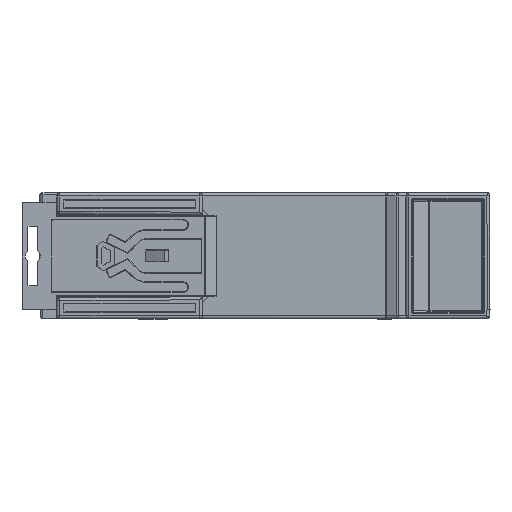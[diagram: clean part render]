
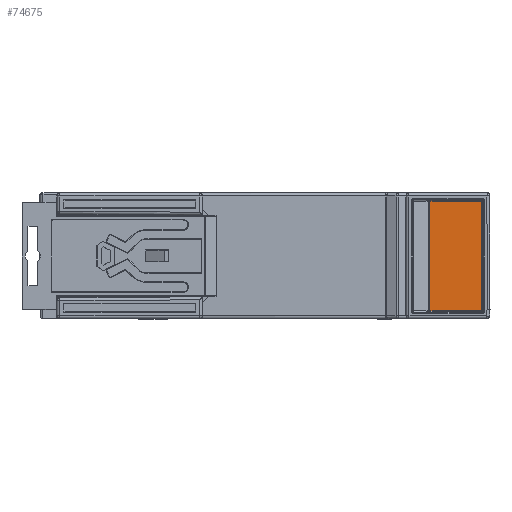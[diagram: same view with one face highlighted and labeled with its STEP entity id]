
A CAD part, left-side view. The second image highlights one B-rep face of the part: STEP entity #74675.
In plain terms, the highlighted planar face has unit normal (-1, 0, 0).
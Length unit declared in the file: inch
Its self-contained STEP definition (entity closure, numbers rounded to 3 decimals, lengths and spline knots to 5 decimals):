
#3449 = AXIS2_PLACEMENT_3D ( 'NONE', #4128, #27128, #37962 ) ;
#4128 = CARTESIAN_POINT ( 'NONE',  ( 0.24606, 1.47638, -0.82677 ) ) ;
#5054 = PLANE ( 'NONE',  #3449 ) ;
#7421 = ORIENTED_EDGE ( 'NONE', *, *, #93957, .T. ) ;
#9554 = VECTOR ( 'NONE', #24850, 39.37008 ) ;
#23968 = DIRECTION ( 'NONE',  ( 0., -1., 0. ) ) ;
#24850 = DIRECTION ( 'NONE',  ( 0., 1., 0. ) ) ;
#25314 = CARTESIAN_POINT ( 'NONE',  ( 0.24606, 6.80197, -0.05498 ) ) ;
#27128 = DIRECTION ( 'NONE',  ( -1., 0., 0. ) ) ;
#34755 = LINE ( 'NONE', #25314, #9554 ) ;
#35998 = VECTOR ( 'NONE', #123522, 39.37008 ) ;
#36415 = LINE ( 'NONE', #71147, #73202 ) ;
#37962 = DIRECTION ( 'NONE',  ( 0., 0., 1. ) ) ;
#38804 = VECTOR ( 'NONE', #23968, 39.37008 ) ;
#40918 = CARTESIAN_POINT ( 'NONE',  ( 0.24606, 0.05498, -0.77179 ) ) ;
#41615 = EDGE_CURVE ( 'NONE', #133455, #120475, #95842, .T. ) ;
#49186 = EDGE_CURVE ( 'NONE', #70495, #133455, #57769, .T. ) ;
#50573 = ORIENTED_EDGE ( 'NONE', *, *, #49186, .T. ) ;
#53781 = EDGE_LOOP ( 'NONE', ( #50573, #132896, #100891, #7421 ) ) ;
#57769 = LINE ( 'NONE', #111883, #35998 ) ;
#66322 = VERTEX_POINT ( 'NONE', #79223 ) ;
#70342 = EDGE_CURVE ( 'NONE', #120475, #66322, #36415, .T. ) ;
#70495 = VERTEX_POINT ( 'NONE', #129593 ) ;
#71147 = CARTESIAN_POINT ( 'NONE',  ( 0.24606, 0.05498, 1.07851 ) ) ;
#73202 = VECTOR ( 'NONE', #81983, 39.37008 ) ;
#73212 = CARTESIAN_POINT ( 'NONE',  ( 0.24606, -3.84921, -0.77179 ) ) ;
#74675 = ADVANCED_FACE ( 'NONE', ( #74771 ), #5054, .T. ) ;
#74771 = FACE_OUTER_BOUND ( 'NONE', #53781, .T. ) ;
#79223 = CARTESIAN_POINT ( 'NONE',  ( 0.24606, 0.05498, -0.05498 ) ) ;
#81983 = DIRECTION ( 'NONE',  ( 0., 0., 1. ) ) ;
#93957 = EDGE_CURVE ( 'NONE', #66322, #70495, #34755, .T. ) ;
#95842 = LINE ( 'NONE', #73212, #38804 ) ;
#100891 = ORIENTED_EDGE ( 'NONE', *, *, #70342, .T. ) ;
#107920 = CARTESIAN_POINT ( 'NONE',  ( 0.24606, 0.39384, -0.77179 ) ) ;
#111883 = CARTESIAN_POINT ( 'NONE',  ( 0.24606, 0.39384, -0.82677 ) ) ;
#120475 = VERTEX_POINT ( 'NONE', #40918 ) ;
#123522 = DIRECTION ( 'NONE',  ( 0., 0., -1. ) ) ;
#129593 = CARTESIAN_POINT ( 'NONE',  ( 0.24606, 0.39384, -0.05498 ) ) ;
#132896 = ORIENTED_EDGE ( 'NONE', *, *, #41615, .T. ) ;
#133455 = VERTEX_POINT ( 'NONE', #107920 ) ;
